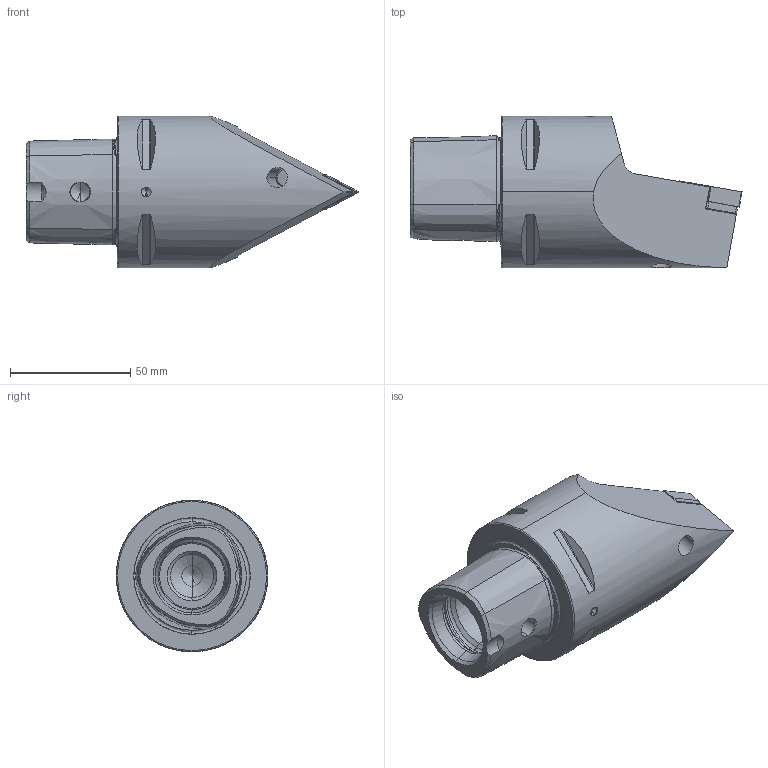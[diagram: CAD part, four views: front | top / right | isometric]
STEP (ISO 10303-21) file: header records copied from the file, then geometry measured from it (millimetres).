
FILE_DESCRIPTION (( 'STEP AP214' ), '1' );
FILE_NAME ('PS6.PDF.NNA.100.STEP', '2017-05-22T11:34:48', ( 'SWIAdmin' ), ( 'Hewlett-Packard Company' ), 'SwSTEP 2.0', 'SolidWorks 2015', '' );
FILE_SCHEMA (( 'AUTOMOTIVE_DESIGN' ));
Length unit declared in the file: millimetre
Products named in the file (8): WDF-ER2.101.003_A; WCD-ER1.101.000; WCD-ER4.101.017_A; WDF-ER3.101.000_A; DNMG150604; KVT_MB_600_060; PS6-PDF.NNA.100_A; PS6.PDF.NNA.100
Assembly tree (7 placements, depth 2):
  PS6.PDF.NNA.100
    PS6-PDF.NNA.100_A
    KVT_MB_600_060
    DNMG150604
    WDF-ER3.101.000_A
    WCD-ER4.101.017_A
    WCD-ER1.101.000
    WDF-ER2.101.003_A
Bounding box: 138 x 63 x 63 mm (x, y, z)
Volume: 216512.7 mm3; surface area: 34631.2 mm2
Topology: 8 solids, 8 shells, 326 faces, 785 edges, 467 vertices
Faces by surface type: cone 108, plane 89, cylinder 78, torus 37, bspline 12, sphere 2
Entity records: 10668 total; most frequent: CARTESIAN_POINT 2989, DIRECTION 1537, ORIENTED_EDGE 1532, EDGE_CURVE 766, AXIS2_PLACEMENT_3D 604, VERTEX_POINT 464, EDGE_LOOP 348, LINE 329
